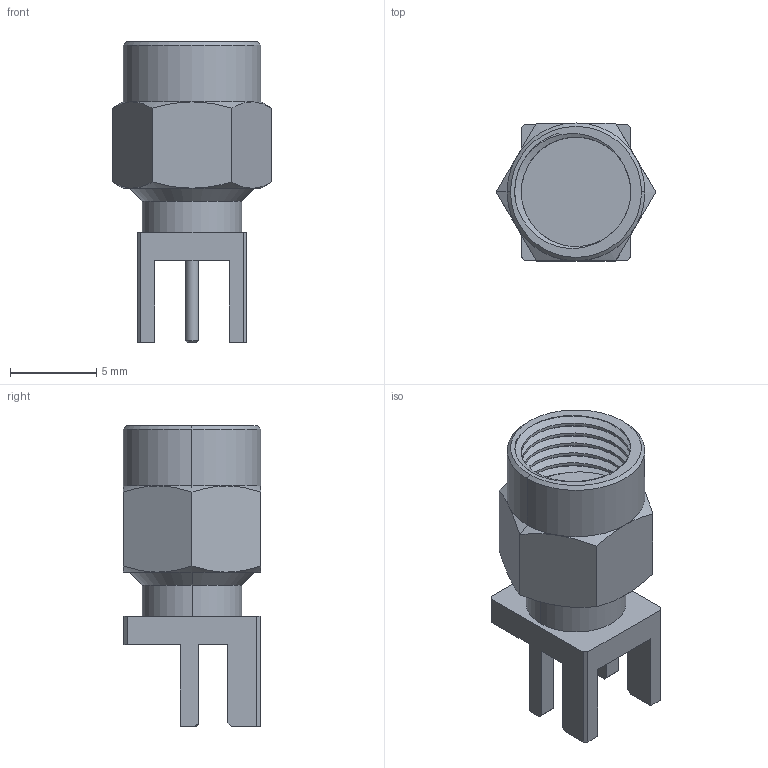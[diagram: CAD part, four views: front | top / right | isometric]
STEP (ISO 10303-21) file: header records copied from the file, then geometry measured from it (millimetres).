
FILE_DESCRIPTION (( 'STEP AP214' ), '1' );
FILE_NAME ('CONSMA013.062-G.STEP', '2020-11-05T22:03:43', ( '' ), ( '' ), 'SwSTEP 2.0', 'SolidWorks 2017', '' );
FILE_SCHEMA (( 'AUTOMOTIVE_DESIGN' ));
Length unit declared in the file: millimetre
Products named in the file (2): CONSMA013.062-G; CONSMA013.062
Assembly tree (1 placements, depth 2):
  CONSMA013.062-G
    CONSMA013.062
Bounding box: 9.24 x 8 x 17.45 mm (x, y, z)
Volume: 495.6 mm3; surface area: 739.7 mm2
Topology: 3 solids, 3 shells, 88 faces, 213 edges, 135 vertices
Faces by surface type: plane 42, cylinder 23, cone 20, bspline 3
Entity records: 3459 total; most frequent: CARTESIAN_POINT 1437, ORIENTED_EDGE 426, DIRECTION 376, EDGE_CURVE 213, VERTEX_POINT 135, AXIS2_PLACEMENT_3D 131, VECTOR 114, LINE 114
